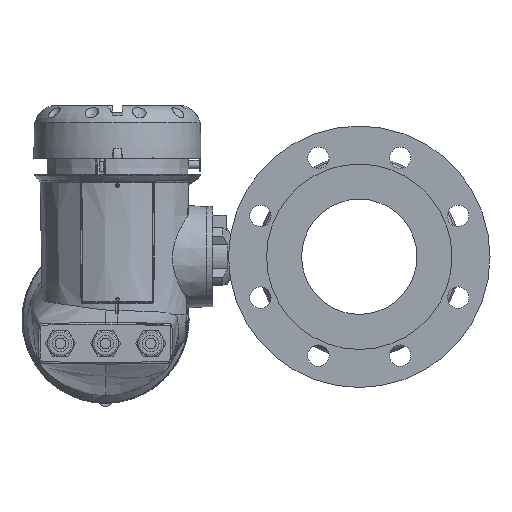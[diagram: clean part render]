
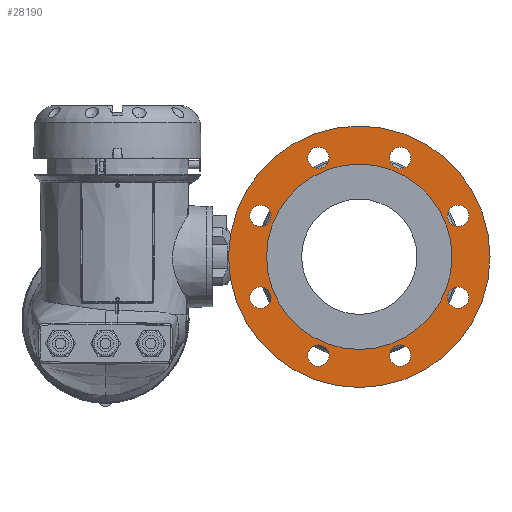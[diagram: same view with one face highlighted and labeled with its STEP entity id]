
A CAD part, left-side view. The second image highlights one B-rep face of the part: STEP entity #28190.
In plain terms, the highlighted planar face has unit normal (-1, 0, 0).
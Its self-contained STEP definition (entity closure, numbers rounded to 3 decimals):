
#608 = CIRCLE ( 'NONE', #19411, 9. ) ;
#614 = CIRCLE ( 'NONE', #19410, 9. ) ;
#634 = CIRCLE ( 'NONE', #19408, 9. ) ;
#648 = CIRCLE ( 'NONE', #19407, 9. ) ;
#674 = CIRCLE ( 'NONE', #19393, 110. ) ;
#705 = CIRCLE ( 'NONE', #19406, 9. ) ;
#719 = CIRCLE ( 'NONE', #19399, 9. ) ;
#726 = CIRCLE ( 'NONE', #19403, 9. ) ;
#748 = CIRCLE ( 'NONE', #19401, 9. ) ;
#1863 = EDGE_CURVE ( 'NONE', #16117, #16117, #8808, .T. ) ;
#3109 = AXIS2_PLACEMENT_3D ( 'NONE', #31296, #31714, #31179 ) ;
#8808 = CIRCLE ( 'NONE', #3109, 78. ) ;
#10312 = EDGE_CURVE ( 'NONE', #16425, #16425, #748, .T. ) ;
#10509 = EDGE_CURVE ( 'NONE', #16429, #16429, #726, .T. ) ;
#11927 = EDGE_CURVE ( 'NONE', #16431, #16431, #719, .T. ) ;
#11983 = EDGE_CURVE ( 'NONE', #16433, #16433, #705, .T. ) ;
#12713 = EDGE_CURVE ( 'NONE', #16439, #16439, #674, .T. ) ;
#12720 = EDGE_CURVE ( 'NONE', #16441, #16441, #648, .T. ) ;
#12722 = EDGE_CURVE ( 'NONE', #16443, #16443, #634, .T. ) ;
#13319 = EDGE_CURVE ( 'NONE', #16445, #16445, #614, .T. ) ;
#13326 = EDGE_CURVE ( 'NONE', #16447, #16447, #608, .T. ) ;
#16117 = VERTEX_POINT ( 'NONE', #16118 ) ;
#16118 = CARTESIAN_POINT ( 'NONE',  ( -114.805, -117.017, -88.543 ) ) ;
#16425 = VERTEX_POINT ( 'NONE', #16426 ) ;
#16426 = CARTESIAN_POINT ( 'NONE',  ( -114.805, -33.868, -35.984 ) ) ;
#16429 = VERTEX_POINT ( 'NONE', #16430 ) ;
#16430 = CARTESIAN_POINT ( 'NONE',  ( -114.805, -82.575, -84.692 ) ) ;
#16431 = VERTEX_POINT ( 'NONE', #16432 ) ;
#16432 = CARTESIAN_POINT ( 'NONE',  ( -114.805, -200.166, -35.984 ) ) ;
#16433 = VERTEX_POINT ( 'NONE', #16434 ) ;
#16434 = CARTESIAN_POINT ( 'NONE',  ( -114.805, -151.458, -84.692 ) ) ;
#16439 = VERTEX_POINT ( 'NONE', #16440 ) ;
#16440 = CARTESIAN_POINT ( 'NONE',  ( -114.805, -117.017, -120.543 ) ) ;
#16441 = VERTEX_POINT ( 'NONE', #16442 ) ;
#16442 = CARTESIAN_POINT ( 'NONE',  ( -114.805, -82.575, 81.606 ) ) ;
#16443 = VERTEX_POINT ( 'NONE', #16444 ) ;
#16444 = CARTESIAN_POINT ( 'NONE',  ( -114.805, -200.166, 32.899 ) ) ;
#16445 = VERTEX_POINT ( 'NONE', #16446 ) ;
#16446 = CARTESIAN_POINT ( 'NONE',  ( -114.805, -33.868, 32.899 ) ) ;
#16447 = VERTEX_POINT ( 'NONE', #16448 ) ;
#16448 = CARTESIAN_POINT ( 'NONE',  ( -114.805, -151.458, 81.606 ) ) ;
#19393 = AXIS2_PLACEMENT_3D ( 'NONE', #24372, #24381, #24382 ) ;
#19399 = AXIS2_PLACEMENT_3D ( 'NONE', #24365, #24362, #24368 ) ;
#19401 = AXIS2_PLACEMENT_3D ( 'NONE', #24352, #24356, #24357 ) ;
#19403 = AXIS2_PLACEMENT_3D ( 'NONE', #24354, #24363, #24364 ) ;
#19406 = AXIS2_PLACEMENT_3D ( 'NONE', #24366, #24370, #24371 ) ;
#19407 = AXIS2_PLACEMENT_3D ( 'NONE', #24403, #24404, #24405 ) ;
#19408 = AXIS2_PLACEMENT_3D ( 'NONE', #24408, #24409, #24410 ) ;
#19410 = AXIS2_PLACEMENT_3D ( 'NONE', #24400, #24418, #24419 ) ;
#19411 = AXIS2_PLACEMENT_3D ( 'NONE', #24423, #24416, #24424 ) ;
#19843 = AXIS2_PLACEMENT_3D ( 'NONE', #34116, #34121, #34122 ) ;
#24101 = ORIENTED_EDGE ( 'NONE', *, *, #1863, .T. ) ;
#24102 = ORIENTED_EDGE ( 'NONE', *, *, #12713, .F. ) ;
#24103 = ORIENTED_EDGE ( 'NONE', *, *, #10312, .F. ) ;
#24104 = ORIENTED_EDGE ( 'NONE', *, *, #10509, .F. ) ;
#24105 = ORIENTED_EDGE ( 'NONE', *, *, #11983, .F. ) ;
#24106 = ORIENTED_EDGE ( 'NONE', *, *, #11927, .F. ) ;
#24107 = ORIENTED_EDGE ( 'NONE', *, *, #12722, .F. ) ;
#24108 = ORIENTED_EDGE ( 'NONE', *, *, #13326, .F. ) ;
#24109 = ORIENTED_EDGE ( 'NONE', *, *, #12720, .F. ) ;
#24110 = ORIENTED_EDGE ( 'NONE', *, *, #13319, .F. ) ;
#24352 = CARTESIAN_POINT ( 'NONE',  ( -114.805, -33.868, -44.984 ) ) ;
#24354 = CARTESIAN_POINT ( 'NONE',  ( -114.805, -82.575, -93.692 ) ) ;
#24356 = DIRECTION ( 'NONE',  ( -1., 0., 0. ) ) ;
#24357 = DIRECTION ( 'NONE',  ( 0., 0., 1. ) ) ;
#24362 = DIRECTION ( 'NONE',  ( -1., 0., 0. ) ) ;
#24363 = DIRECTION ( 'NONE',  ( -1., 0., 0. ) ) ;
#24364 = DIRECTION ( 'NONE',  ( 0., 0., 1. ) ) ;
#24365 = CARTESIAN_POINT ( 'NONE',  ( -114.805, -200.166, -44.984 ) ) ;
#24366 = CARTESIAN_POINT ( 'NONE',  ( -114.805, -151.458, -93.692 ) ) ;
#24368 = DIRECTION ( 'NONE',  ( 0., 0., 1. ) ) ;
#24370 = DIRECTION ( 'NONE',  ( -1., 0., 0. ) ) ;
#24371 = DIRECTION ( 'NONE',  ( 0., 0., 1. ) ) ;
#24372 = CARTESIAN_POINT ( 'NONE',  ( -114.805, -117.017, -10.543 ) ) ;
#24381 = DIRECTION ( 'NONE',  ( 1., 0., 0. ) ) ;
#24382 = DIRECTION ( 'NONE',  ( 0., 0., -1. ) ) ;
#24400 = CARTESIAN_POINT ( 'NONE',  ( -114.805, -33.868, 23.899 ) ) ;
#24403 = CARTESIAN_POINT ( 'NONE',  ( -114.805, -82.575, 72.606 ) ) ;
#24404 = DIRECTION ( 'NONE',  ( -1., 0., 0. ) ) ;
#24405 = DIRECTION ( 'NONE',  ( 0., 0., 1. ) ) ;
#24408 = CARTESIAN_POINT ( 'NONE',  ( -114.805, -200.166, 23.899 ) ) ;
#24409 = DIRECTION ( 'NONE',  ( -1., 0., 0. ) ) ;
#24410 = DIRECTION ( 'NONE',  ( 0., 0., 1. ) ) ;
#24416 = DIRECTION ( 'NONE',  ( -1., 0., 0. ) ) ;
#24418 = DIRECTION ( 'NONE',  ( -1., 0., 0. ) ) ;
#24419 = DIRECTION ( 'NONE',  ( 0., 0., 1. ) ) ;
#24423 = CARTESIAN_POINT ( 'NONE',  ( -114.805, -151.458, 72.606 ) ) ;
#24424 = DIRECTION ( 'NONE',  ( 0., 0., 1. ) ) ;
#28190 = ADVANCED_FACE ( 'NONE', ( #32101, #32107, #32109, #32111, #32105, #32100, #32108, #32110, #32112, #32106 ), #34106, .T. ) ;
#31179 = DIRECTION ( 'NONE',  ( 0., 0., -1. ) ) ;
#31296 = CARTESIAN_POINT ( 'NONE',  ( -114.805, -117.017, -10.543 ) ) ;
#31714 = DIRECTION ( 'NONE',  ( 1., 0., 0. ) ) ;
#32100 = FACE_BOUND ( 'NONE', #37353, .T. ) ;
#32101 = FACE_BOUND ( 'NONE', #37223, .T. ) ;
#32105 = FACE_BOUND ( 'NONE', #37354, .T. ) ;
#32106 = FACE_BOUND ( 'NONE', #37344, .T. ) ;
#32107 = FACE_BOUND ( 'NONE', #37236, .T. ) ;
#32108 = FACE_BOUND ( 'NONE', #37352, .T. ) ;
#32109 = FACE_BOUND ( 'NONE', #37238, .T. ) ;
#32110 = FACE_BOUND ( 'NONE', #37338, .T. ) ;
#32111 = FACE_BOUND ( 'NONE', #37355, .T. ) ;
#32112 = FACE_OUTER_BOUND ( 'NONE', #37339, .T. ) ;
#34106 = PLANE ( 'NONE',  #19843 ) ;
#34116 = CARTESIAN_POINT ( 'NONE',  ( -114.805, -117.017, -10.543 ) ) ;
#34121 = DIRECTION ( 'NONE',  ( -1., 0., 0. ) ) ;
#34122 = DIRECTION ( 'NONE',  ( 0., 0., -1. ) ) ;
#37223 = EDGE_LOOP ( 'NONE', ( #24110 ) ) ;
#37236 = EDGE_LOOP ( 'NONE', ( #24109 ) ) ;
#37238 = EDGE_LOOP ( 'NONE', ( #24108 ) ) ;
#37338 = EDGE_LOOP ( 'NONE', ( #24103 ) ) ;
#37339 = EDGE_LOOP ( 'NONE', ( #24102 ) ) ;
#37344 = EDGE_LOOP ( 'NONE', ( #24101 ) ) ;
#37352 = EDGE_LOOP ( 'NONE', ( #24104 ) ) ;
#37353 = EDGE_LOOP ( 'NONE', ( #24105 ) ) ;
#37354 = EDGE_LOOP ( 'NONE', ( #24106 ) ) ;
#37355 = EDGE_LOOP ( 'NONE', ( #24107 ) ) ;
